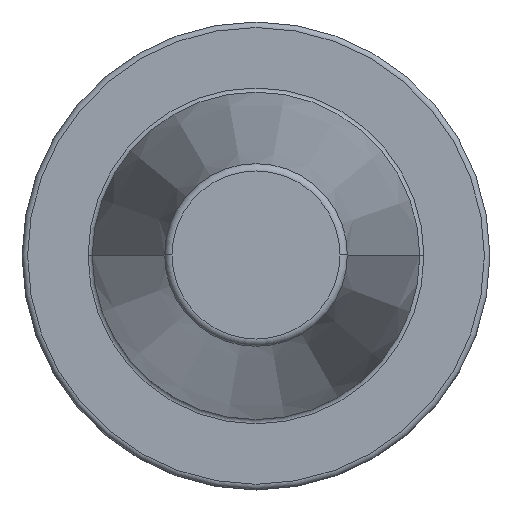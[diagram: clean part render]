
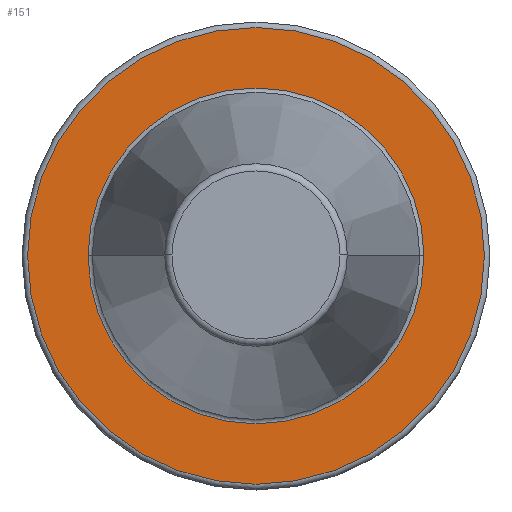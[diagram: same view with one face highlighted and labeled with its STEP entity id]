
A CAD part, top view. The second image highlights one B-rep face of the part: STEP entity #151.
In plain terms, the highlighted planar face has unit normal (0, 0, 1).
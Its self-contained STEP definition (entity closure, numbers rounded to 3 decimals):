
#151=ADVANCED_FACE('',(#172,#173),#163,.F.);
#163=PLANE('',#592);
#172=FACE_BOUND('',#205,.T.);
#173=FACE_BOUND('',#206,.T.);
#205=EDGE_LOOP('',(#315));
#206=EDGE_LOOP('',(#316,#317));
#315=ORIENTED_EDGE('',*,*,#428,.F.);
#316=ORIENTED_EDGE('',*,*,#387,.T.);
#317=ORIENTED_EDGE('',*,*,#389,.T.);
#348=VERTEX_POINT('',#810);
#350=VERTEX_POINT('',#814);
#375=VERTEX_POINT('',#894);
#387=EDGE_CURVE('',#348,#350,#451,.T.);
#389=EDGE_CURVE('',#350,#348,#453,.T.);
#428=EDGE_CURVE('',#375,#375,#481,.T.);
#451=CIRCLE('',#532,22.79);
#453=CIRCLE('',#535,22.79);
#481=CIRCLE('',#576,31.);
#532=AXIS2_PLACEMENT_3D('',#815,#629,#630);
#535=AXIS2_PLACEMENT_3D('',#818,#635,#636);
#576=AXIS2_PLACEMENT_3D('',#895,#728,#729);
#592=AXIS2_PLACEMENT_3D('',#913,#762,#763);
#629=DIRECTION('',(0.,0.,-1.));
#630=DIRECTION('',(-1.,0.,0.));
#635=DIRECTION('',(0.,0.,-1.));
#636=DIRECTION('',(-1.,0.,0.));
#728=DIRECTION('',(0.,0.,-1.));
#729=DIRECTION('',(-1.,0.,0.));
#762=DIRECTION('',(0.,0.,-1.));
#763=DIRECTION('',(1.,0.,0.));
#810=CARTESIAN_POINT('',(-22.79,0.,-3.2));
#814=CARTESIAN_POINT('',(22.79,0.,-3.2));
#815=CARTESIAN_POINT('',(0.,0.,-3.2));
#818=CARTESIAN_POINT('',(0.,0.,-3.2));
#894=CARTESIAN_POINT('',(-31.,0.,-3.2));
#895=CARTESIAN_POINT('',(0.,0.,-3.2));
#913=CARTESIAN_POINT('',(0.,22.79,-3.2));
